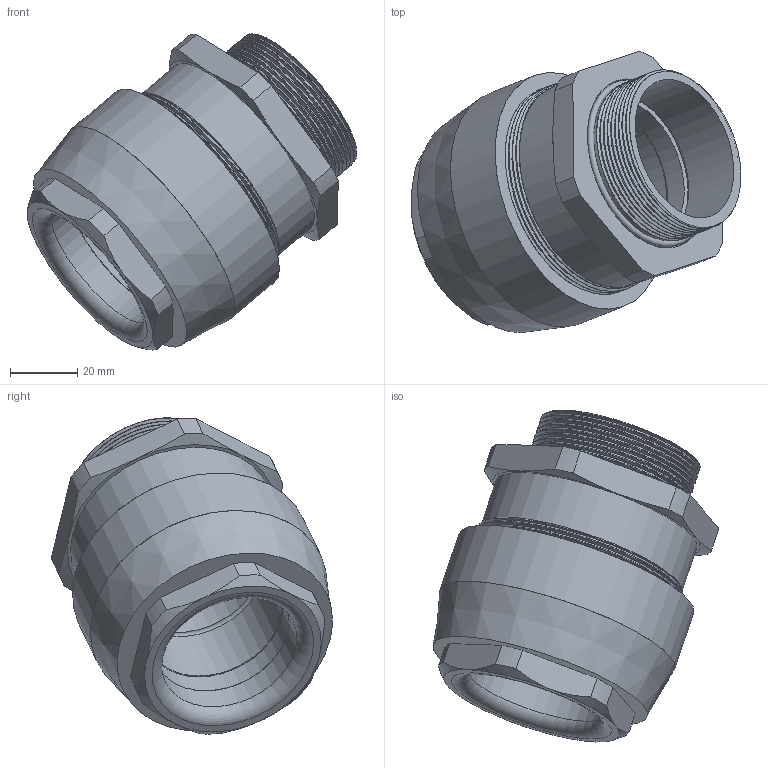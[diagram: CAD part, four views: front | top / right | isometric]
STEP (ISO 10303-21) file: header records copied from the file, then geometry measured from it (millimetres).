
FILE_DESCRIPTION(/* description */ ('Conical-Cage M50x1,5 KB: 38-42 mm'),/* implementation_level */ '2;1');
FILE_NAME(/* name */ '600CC550-RST.stp',/* time_stamp */ '2025-02-18T09:47:58+01:00',/* author */ ('sl'),/* organization */ (''),/* preprocessor_version */ 'ST-DEVELOPER v16.5',/* originating_system */ 'Autodesk Inventor 2017',/* authorisation */ '');
FILE_SCHEMA (('CONFIG_CONTROL_DESIGN'));
Length unit declared in the file: millimetre
Products named in the file (9): Conical-Cage-01-BG-0001-600CC550; 600CC550; 600CC550_1; Conical-Cage-01-BT-0002-600CC550; Conical-Cage-01-BT-0002A-600CC550; 600CC550_2; 600CC550_3; 600CC550_4; 600CC550_5
Assembly tree (8 placements, depth 2):
  Conical-Cage-01-BG-0001-600CC550
    600CC550
    600CC550_1
    Conical-Cage-01-BT-0002-600CC550
    Conical-Cage-01-BT-0002A-600CC550
    600CC550_2
    600CC550_3
    600CC550_4
    600CC550_5
Bounding box: 98.13 x 83.68 x 94.09 mm (x, y, z)
Volume: 140701.8 mm3; surface area: 101114.8 mm2
Topology: 8 solids, 8 shells, 521 faces, 1428 edges, 927 vertices
Faces by surface type: plane 154, cylinder 144, bspline 102, torus 76, cone 45
Full cylindrical faces by diameter (mm): 41.7 x2, 42.24 x1, 42.4 x2, 43.15 x1, 45.7 x1, 48.41 x1, 52.65 x1, 58.7 x1, 59.663 x1, 60.326 x14, 60.96 x1, 62.97 x1, 73.698 x2, 73.7 x1
Entity records: 27883 total; most frequent: CARTESIAN_POINT 15447, ORIENTED_EDGE 2706, DIRECTION 2458, EDGE_CURVE 1353, AXIS2_PLACEMENT_3D 1067, VERTEX_POINT 892, EDGE_LOOP 553, FACE_OUTER_BOUND 507
